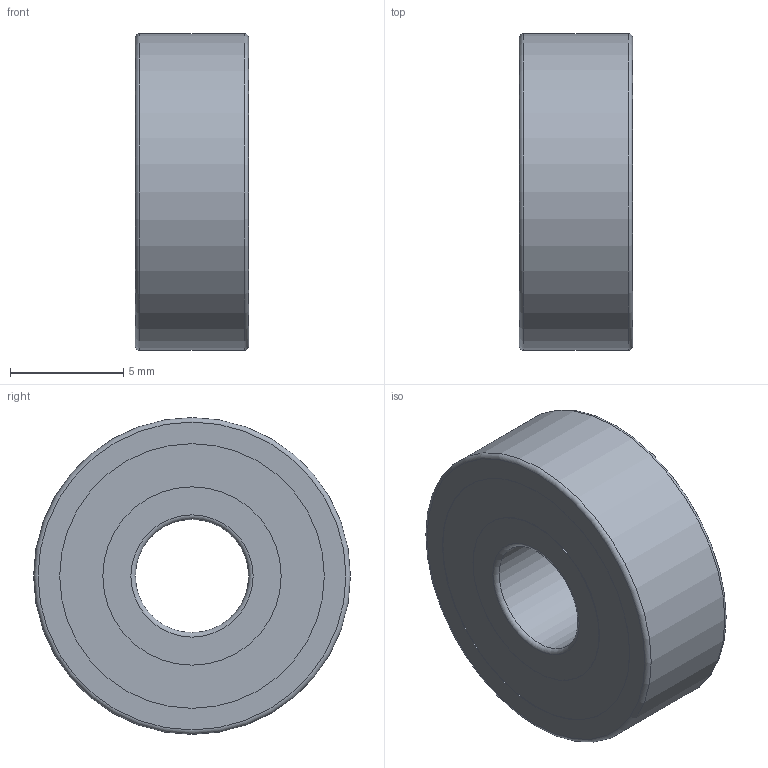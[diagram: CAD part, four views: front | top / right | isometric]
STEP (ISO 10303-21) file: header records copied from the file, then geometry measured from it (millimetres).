
FILE_DESCRIPTION(/* description */ (''),/* implementation_level */ '2;1');
FILE_NAME(/* name */ '92f360f9-fc75-4093-9c32-f32757c131c0.stp',/* time_stamp */ '2017-09-04T07:56:21+00:00',/* author */ (''),/* organization */ (''),/* preprocessor_version */ 'ST-DEVELOPER v16.13',/* originating_system */ 'Autodesk Translation Framework v6.1.1.50',/* authorisation */ '');
FILE_SCHEMA (('AUTOMOTIVE_DESIGN { 1 0 10303 214 3 1 1 }'));
Length unit declared in the file: millimetre
Products named in the file (5): bearing v1; _605ZZ Inner ring; _605ZZ Outer ring; _605ZZ Shield; _605ZZ Ball
Assembly tree (10 placements, depth 2):
  bearing v1
    _605ZZ Inner ring
    _605ZZ Outer ring
    _605ZZ Shield  x2
    _605ZZ Ball  x6
Bounding box: 5 x 14 x 14 mm (x, y, z)
Volume: 331 mm3; surface area: 1095.3 mm2
Topology: 1 solids, 8 shells, 40 faces, 92 edges, 60 vertices
Faces by surface type: torus 16, cylinder 10, plane 8, sphere 6
Full cylindrical faces by diameter (mm): 5 x1, 7.88 x4, 11.12 x2, 11.696 x2, 14 x1
Entity records: 1096 total; most frequent: DIRECTION 222, CARTESIAN_POINT 155, ORIENTED_EDGE 136, AXIS2_PLACEMENT_3D 111, EDGE_LOOP 68, CIRCLE 56, EDGE_CURVE 56, VERTEX_POINT 44
